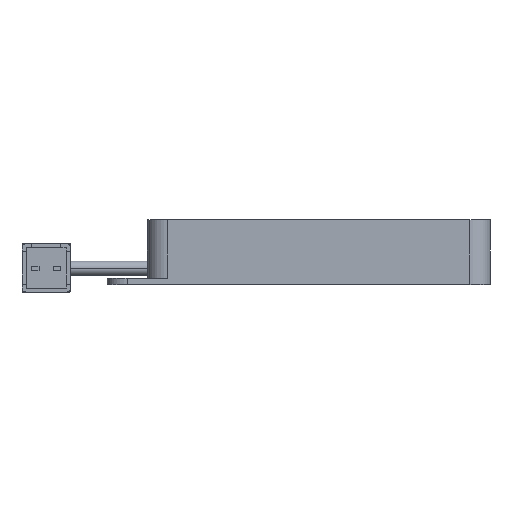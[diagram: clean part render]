
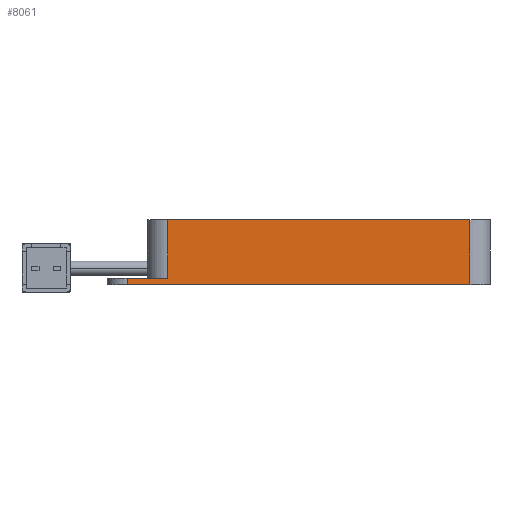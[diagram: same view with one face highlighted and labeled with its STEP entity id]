
A CAD part, top view. The second image highlights one B-rep face of the part: STEP entity #8061.
In plain terms, the highlighted planar face has unit normal (0, 0, 1).
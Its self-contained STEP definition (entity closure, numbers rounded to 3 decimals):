
#55 = LINE ( 'NONE', #4540, #2950 ) ;
#80 = LINE ( 'NONE', #3274, #6814 ) ;
#446 = ORIENTED_EDGE ( 'NONE', *, *, #9117, .F. ) ;
#631 = VERTEX_POINT ( 'NONE', #8033 ) ;
#926 = CARTESIAN_POINT ( 'NONE',  ( -42.5, 1.5, 42.5 ) ) ;
#998 = PLANE ( 'NONE',  #8659 ) ;
#1086 = VECTOR ( 'NONE', #7431, 1000. ) ;
#1191 = VERTEX_POINT ( 'NONE', #10230 ) ;
#1258 = VERTEX_POINT ( 'NONE', #4729 ) ;
#1364 = LINE ( 'NONE', #8617, #8309 ) ;
#1660 = DIRECTION ( 'NONE',  ( 0., -1., 0. ) ) ;
#1842 = EDGE_CURVE ( 'NONE', #631, #1191, #6498, .T. ) ;
#1878 = VECTOR ( 'NONE', #6604, 1000. ) ;
#2294 = VECTOR ( 'NONE', #6948, 1000. ) ;
#2531 = EDGE_CURVE ( 'NONE', #631, #6977, #3150, .T. ) ;
#2546 = DIRECTION ( 'NONE',  ( -1., 0., 0. ) ) ;
#2950 = VECTOR ( 'NONE', #6063, 1000. ) ;
#3150 = LINE ( 'NONE', #4223, #1878 ) ;
#3240 = ORIENTED_EDGE ( 'NONE', *, *, #1842, .F. ) ;
#3274 = CARTESIAN_POINT ( 'NONE',  ( 42.5, 1.5, 42.5 ) ) ;
#3381 = ORIENTED_EDGE ( 'NONE', *, *, #2531, .T. ) ;
#3455 = CARTESIAN_POINT ( 'NONE',  ( -32.5, 1.5, 42.5 ) ) ;
#3797 = CARTESIAN_POINT ( 'NONE',  ( -32.5, 16., 42.5 ) ) ;
#4223 = CARTESIAN_POINT ( 'NONE',  ( -32.5, 16., 42.5 ) ) ;
#4421 = FACE_OUTER_BOUND ( 'NONE', #6742, .T. ) ;
#4540 = CARTESIAN_POINT ( 'NONE',  ( -42.5, 0., 42.5 ) ) ;
#4694 = ORIENTED_EDGE ( 'NONE', *, *, #5553, .F. ) ;
#4729 = CARTESIAN_POINT ( 'NONE',  ( -42.5, 0., 42.5 ) ) ;
#4844 = LINE ( 'NONE', #8985, #1086 ) ;
#5064 = DIRECTION ( 'NONE',  ( 0., 0., -1. ) ) ;
#5481 = VERTEX_POINT ( 'NONE', #10310 ) ;
#5487 = DIRECTION ( 'NONE',  ( 1., 0., 0. ) ) ;
#5553 = EDGE_CURVE ( 'NONE', #1191, #5788, #80, .T. ) ;
#5788 = VERTEX_POINT ( 'NONE', #8019 ) ;
#5789 = ORIENTED_EDGE ( 'NONE', *, *, #6920, .T. ) ;
#6063 = DIRECTION ( 'NONE',  ( 1., 0., 0. ) ) ;
#6498 = LINE ( 'NONE', #3797, #2294 ) ;
#6604 = DIRECTION ( 'NONE',  ( 0., -1., 0. ) ) ;
#6742 = EDGE_LOOP ( 'NONE', ( #5789, #4694, #3240, #3381, #446, #6901 ) ) ;
#6814 = VECTOR ( 'NONE', #1660, 1000. ) ;
#6901 = ORIENTED_EDGE ( 'NONE', *, *, #9696, .T. ) ;
#6920 = EDGE_CURVE ( 'NONE', #1258, #5788, #55, .T. ) ;
#6948 = DIRECTION ( 'NONE',  ( 1., 0., 0. ) ) ;
#6977 = VERTEX_POINT ( 'NONE', #3455 ) ;
#7431 = DIRECTION ( 'NONE',  ( 0., -1., 0. ) ) ;
#8019 = CARTESIAN_POINT ( 'NONE',  ( 42.5, 0., 42.5 ) ) ;
#8033 = CARTESIAN_POINT ( 'NONE',  ( -32.5, 16., 42.5 ) ) ;
#8061 = ADVANCED_FACE ( 'NONE', ( #4421 ), #998, .F. ) ;
#8309 = VECTOR ( 'NONE', #5487, 1000. ) ;
#8617 = CARTESIAN_POINT ( 'NONE',  ( -42.5, 1.5, 42.5 ) ) ;
#8659 = AXIS2_PLACEMENT_3D ( 'NONE', #926, #5064, #2546 ) ;
#8985 = CARTESIAN_POINT ( 'NONE',  ( -42.5, 1.5, 42.5 ) ) ;
#9117 = EDGE_CURVE ( 'NONE', #5481, #6977, #1364, .T. ) ;
#9696 = EDGE_CURVE ( 'NONE', #5481, #1258, #4844, .T. ) ;
#10230 = CARTESIAN_POINT ( 'NONE',  ( 42.5, 16., 42.5 ) ) ;
#10310 = CARTESIAN_POINT ( 'NONE',  ( -42.5, 1.5, 42.5 ) ) ;
